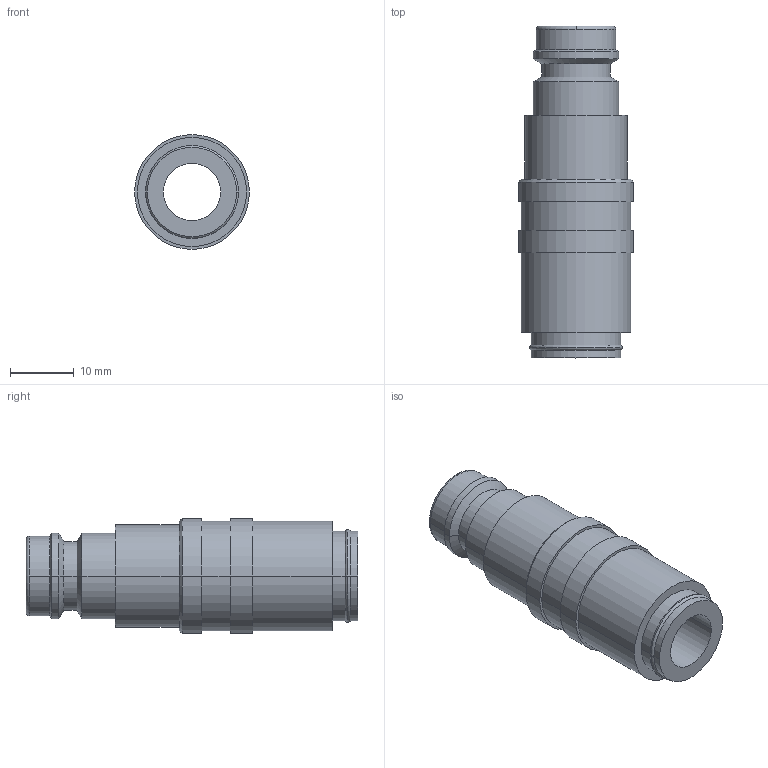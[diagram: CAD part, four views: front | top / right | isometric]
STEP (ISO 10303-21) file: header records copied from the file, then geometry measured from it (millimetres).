
FILE_DESCRIPTION(('STEP AP214'),'1');
FILE_NAME('eshmk-eshs-ab.stp','2020-04-22T06:06:14',('TraceParts'),('TraceParts S.A.'),'Spatial InterOp 3D',' ',' ');
FILE_SCHEMA(('automotive_design'));
Length unit declared in the file: millimetre
Products named in the file (1): 1
Bounding box: 18 x 52 x 18 mm (x, y, z)
Volume: 6764.3 mm3; surface area: 4482.2 mm2
Topology: 1 solids, 1 shells, 46 faces, 95 edges, 57 vertices
Faces by surface type: cylinder 24, cone 8, plane 8, torus 6
Entity records: 1618 total; most frequent: DIRECTION 252, CARTESIAN_POINT 199, ORIENTED_EDGE 190, AXIS2_PLACEMENT_3D 110, EDGE_CURVE 95, CIRCLE 63, VERTEX_POINT 57, EDGE_LOOP 54
